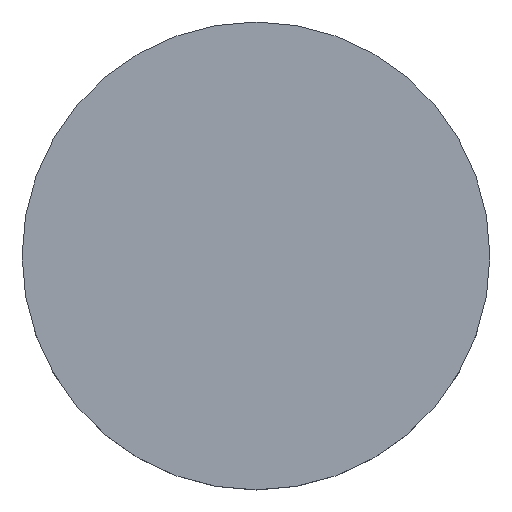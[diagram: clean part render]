
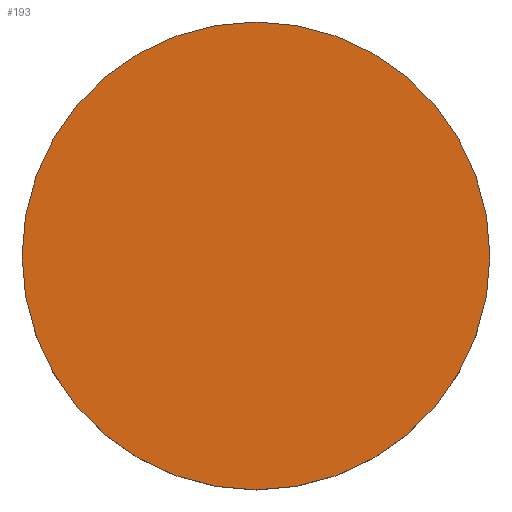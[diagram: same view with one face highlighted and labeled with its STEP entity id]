
A CAD part, top view. The second image highlights one B-rep face of the part: STEP entity #193.
In plain terms, the highlighted planar face has unit normal (0, 0, 1).
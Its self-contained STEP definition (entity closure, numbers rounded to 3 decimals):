
#10 = CARTESIAN_POINT ( 'NONE',  ( -12.7, 0., 3.7 ) ) ;
#11 = CARTESIAN_POINT ( 'NONE',  ( 0., 26.112, 3.7 ) ) ;
#17 = CIRCLE ( 'NONE', #161, 12.7 ) ;
#21 = ORIENTED_EDGE ( 'NONE', *, *, #103, .F. ) ;
#23 = DIRECTION ( 'NONE',  ( 1., 0., 0. ) ) ;
#35 = VERTEX_POINT ( 'NONE', #165 ) ;
#41 = CARTESIAN_POINT ( 'NONE',  ( 0., 0., 3.7 ) ) ;
#42 = DIRECTION ( 'NONE',  ( 0., 0., -1. ) ) ;
#49 = CIRCLE ( 'NONE', #182, 12.7 ) ;
#59 = DIRECTION ( 'NONE',  ( 1., 0., 0. ) ) ;
#62 = EDGE_CURVE ( 'NONE', #35, #111, #49, .T. ) ;
#82 = ORIENTED_EDGE ( 'NONE', *, *, #62, .F. ) ;
#95 = PLANE ( 'NONE',  #105 ) ;
#102 = FACE_OUTER_BOUND ( 'NONE', #122, .T. ) ;
#103 = EDGE_CURVE ( 'NONE', #111, #35, #17, .T. ) ;
#105 = AXIS2_PLACEMENT_3D ( 'NONE', #11, #227, #23 ) ;
#111 = VERTEX_POINT ( 'NONE', #10 ) ;
#122 = EDGE_LOOP ( 'NONE', ( #82, #21 ) ) ;
#153 = CARTESIAN_POINT ( 'NONE',  ( 0., 0., 3.7 ) ) ;
#161 = AXIS2_PLACEMENT_3D ( 'NONE', #41, #187, #59 ) ;
#165 = CARTESIAN_POINT ( 'NONE',  ( 12.7, 0., 3.7 ) ) ;
#169 = DIRECTION ( 'NONE',  ( 1., 0., 0. ) ) ;
#182 = AXIS2_PLACEMENT_3D ( 'NONE', #153, #42, #169 ) ;
#187 = DIRECTION ( 'NONE',  ( 0., 0., -1. ) ) ;
#193 = ADVANCED_FACE ( 'NONE', ( #102 ), #95, .T. ) ;
#227 = DIRECTION ( 'NONE',  ( 0., 0., 1. ) ) ;
